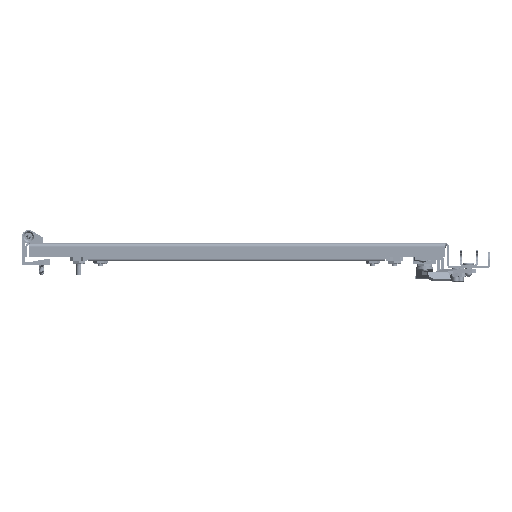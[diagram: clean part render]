
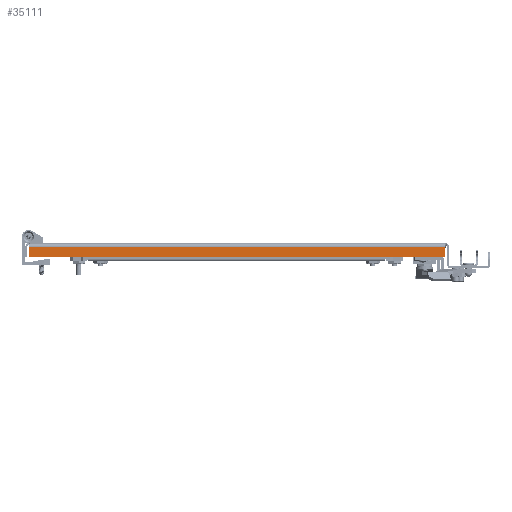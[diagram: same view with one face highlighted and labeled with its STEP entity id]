
A CAD part, front view. The second image highlights one B-rep face of the part: STEP entity #35111.
In plain terms, the highlighted planar face has unit normal (0, -1, 0).
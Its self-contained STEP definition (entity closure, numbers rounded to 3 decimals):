
#2831 = CARTESIAN_POINT ( 'NONE',  ( -242.25, -695., -4. ) ) ;
#9300 = EDGE_CURVE ( 'NONE', #63056, #79474, #74939, .T. ) ;
#11253 = FACE_OUTER_BOUND ( 'NONE', #55171, .T. ) ;
#11857 = PLANE ( 'NONE',  #52334 ) ;
#12188 = ORIENTED_EDGE ( 'NONE', *, *, #9300, .T. ) ;
#12262 = LINE ( 'NONE', #28898, #56978 ) ;
#13359 = DIRECTION ( 'NONE',  ( 1., 0., 0. ) ) ;
#21175 = CARTESIAN_POINT ( 'NONE',  ( 242.25, -695., -15.8 ) ) ;
#25027 = LINE ( 'NONE', #105064, #113986 ) ;
#26980 = EDGE_CURVE ( 'NONE', #87398, #79474, #41199, .T. ) ;
#28898 = CARTESIAN_POINT ( 'NONE',  ( -242.25, -695., 0. ) ) ;
#29234 = EDGE_CURVE ( 'NONE', #76431, #63056, #25027, .T. ) ;
#29934 = CARTESIAN_POINT ( 'NONE',  ( 242.25, -695., 0. ) ) ;
#31060 = CARTESIAN_POINT ( 'NONE',  ( 242.25, -695., -4. ) ) ;
#32874 = ORIENTED_EDGE ( 'NONE', *, *, #29234, .T. ) ;
#35111 = ADVANCED_FACE ( 'NONE', ( #11253 ), #11857, .F. ) ;
#41199 = LINE ( 'NONE', #94523, #57174 ) ;
#42836 = ORIENTED_EDGE ( 'NONE', *, *, #62114, .F. ) ;
#48016 = DIRECTION ( 'NONE',  ( 0., 0., 1. ) ) ;
#52334 = AXIS2_PLACEMENT_3D ( 'NONE', #56894, #111448, #48016 ) ;
#52868 = DIRECTION ( 'NONE',  ( 1., 0., 0. ) ) ;
#55171 = EDGE_LOOP ( 'NONE', ( #42836, #32874, #12188, #58682 ) ) ;
#56718 = DIRECTION ( 'NONE',  ( 0., 0., 1. ) ) ;
#56894 = CARTESIAN_POINT ( 'NONE',  ( 0., -695., 0. ) ) ;
#56978 = VECTOR ( 'NONE', #56718, 1000. ) ;
#57174 = VECTOR ( 'NONE', #13359, 1000. ) ;
#57541 = CARTESIAN_POINT ( 'NONE',  ( -242.25, -695., -15.8 ) ) ;
#58682 = ORIENTED_EDGE ( 'NONE', *, *, #26980, .F. ) ;
#62114 = EDGE_CURVE ( 'NONE', #76431, #87398, #12262, .T. ) ;
#63056 = VERTEX_POINT ( 'NONE', #21175 ) ;
#74939 = LINE ( 'NONE', #29934, #96759 ) ;
#76431 = VERTEX_POINT ( 'NONE', #57541 ) ;
#79474 = VERTEX_POINT ( 'NONE', #31060 ) ;
#87398 = VERTEX_POINT ( 'NONE', #2831 ) ;
#93860 = DIRECTION ( 'NONE',  ( 0., 0., 1. ) ) ;
#94523 = CARTESIAN_POINT ( 'NONE',  ( 0., -695., -4. ) ) ;
#96759 = VECTOR ( 'NONE', #93860, 1000. ) ;
#105064 = CARTESIAN_POINT ( 'NONE',  ( 244.25, -695., -15.8 ) ) ;
#111448 = DIRECTION ( 'NONE',  ( 0., 1., 0. ) ) ;
#113986 = VECTOR ( 'NONE', #52868, 1000. ) ;
